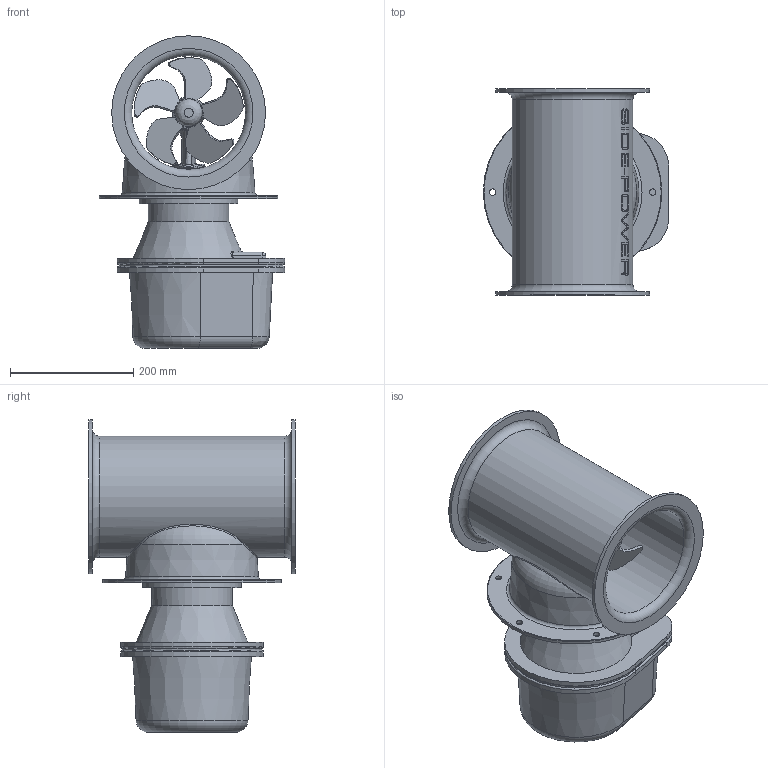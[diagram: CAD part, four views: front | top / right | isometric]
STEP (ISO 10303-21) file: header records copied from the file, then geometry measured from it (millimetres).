
FILE_DESCRIPTION(/* description */ (''),/* implementation_level */ '2;1');
FILE_NAME(/* name */ 'SE60_185 STERN IP.stp',/* time_stamp */ '2016-03-16T13:12:13+01:00',/* author */ ('elvira'),/* organization */ (''),/* preprocessor_version */ 'ST-DEVELOPER v16.1',/* originating_system */ 'Autodesk Inventor 2016',/* authorisation */ '');
FILE_SCHEMA (('AUTOMOTIVE_DESIGN { 1 0 10303 214 3 1 1 }'));
Length unit declared in the file: millimetre
Products named in the file (1): SE60-185 STERN IP
Bounding box: 301 x 335 x 507.6 mm (x, y, z)
Volume: 10218660.8 mm3; surface area: 994615.2 mm2
Topology: 3 solids, 3 shells, 695 faces, 1744 edges, 1090 vertices
Faces by surface type: bspline 275, plane 233, cylinder 113, torus 52, cone 20, sphere 2
Full cylindrical faces by diameter (mm): 8.7 x2, 10.5 x6, 26 x1, 28.5 x1, 110 x1, 131 x1, 160 x1, 185 x1, 196 x1, 250 x2, 290 x1
Entity records: 35285 total; most frequent: CARTESIAN_POINT 20050, ORIENTED_EDGE 3368, DIRECTION 2275, EDGE_CURVE 1684, VERTEX_POINT 1069, AXIS2_PLACEMENT_3D 871, EDGE_LOOP 789, B_SPLINE_CURVE_WITH_KNOTS 698
